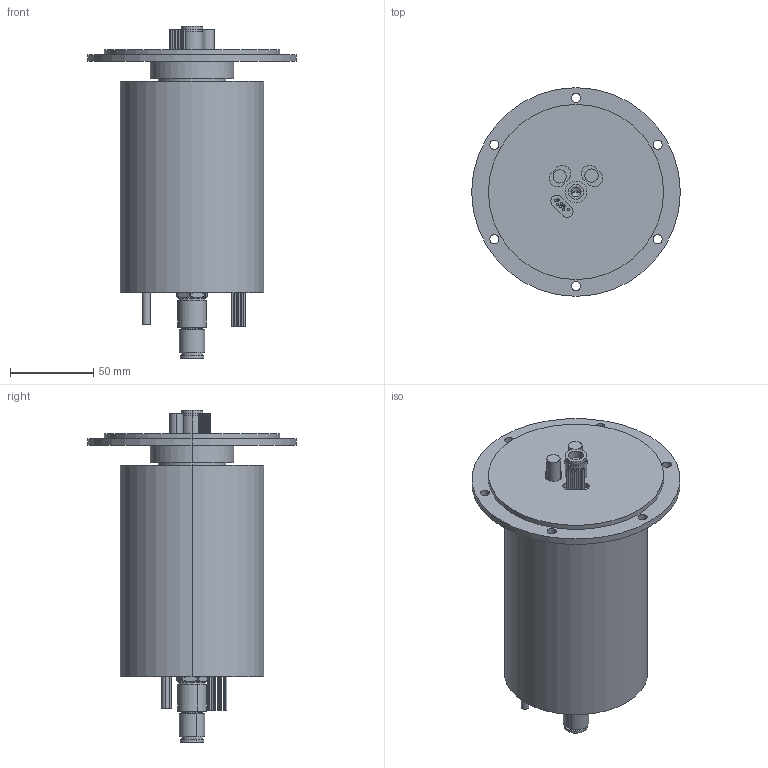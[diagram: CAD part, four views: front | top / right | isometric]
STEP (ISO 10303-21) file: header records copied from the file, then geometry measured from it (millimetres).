
FILE_DESCRIPTION (( 'STEP AP203' ), '1' );
FILE_NAME ('RX10103002.STEP', '2021-02-04T02:51:43', ( 'admin321' ), ( '' ), 'SwSTEP 2.0', 'SolidWorks 2014', '' );
FILE_SCHEMA (( 'CONFIG_CONTROL_DESIGN' ));
Length unit declared in the file: millimetre
Products named in the file (4): RX10103002; KQ2S08-02S; KSH08-02S
Assembly tree (3 placements, depth 2):
  RX10103002
    RX10103002
    KQ2S08-02S
    KSH08-02S
Bounding box: 125 x 125 x 199 mm (x, y, z)
Volume: 839695.3 mm3; surface area: 82522.9 mm2
Topology: 3 solids, 3 shells, 202 faces, 454 edges, 298 vertices
Faces by surface type: cylinder 112, plane 66, cone 20, torus 4
Entity records: 6200 total; most frequent: DIRECTION 1078, CARTESIAN_POINT 1070, ORIENTED_EDGE 900, AXIS2_PLACEMENT_3D 458, EDGE_CURVE 450, VERTEX_POINT 298, EDGE_LOOP 262, CIRCLE 250
